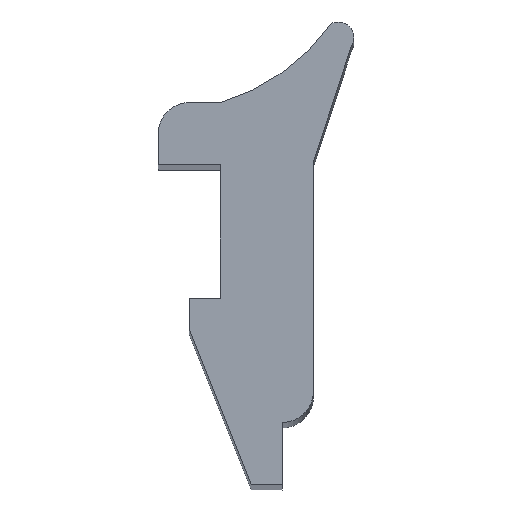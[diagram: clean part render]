
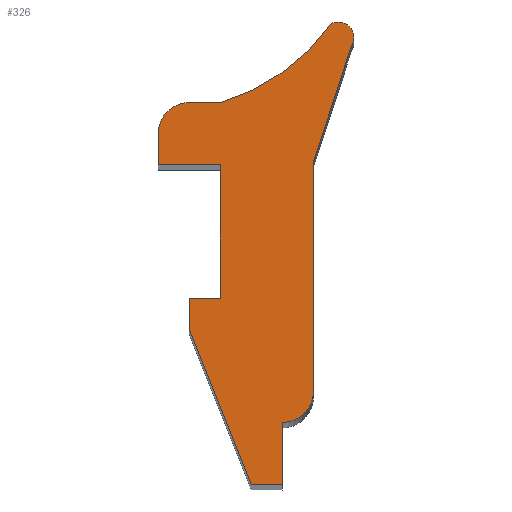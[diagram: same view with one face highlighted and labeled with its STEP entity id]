
A CAD part, top view. The second image highlights one B-rep face of the part: STEP entity #326.
In plain terms, the highlighted planar face has unit normal (0, 0, 1).
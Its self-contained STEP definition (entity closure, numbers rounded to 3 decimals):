
#13=CIRCLE($,#339,1.);
#15=CIRCLE($,#343,6.642);
#17=CIRCLE($,#346,0.5);
#19=CIRCLE($,#351,1.);
#40=FACE_OUTER_BOUND($,#57,.T.);
#57=EDGE_LOOP($,(#268,#269,#270,#271,#272,#273,#274,#275,#276,#277,#278,
#279,#280,#281,#282));
#59=LINE($,#449,#96);
#63=LINE($,#457,#100);
#66=LINE($,#463,#103);
#69=LINE($,#469,#106);
#72=LINE($,#475,#109);
#75=LINE($,#481,#112);
#78=LINE($,#487,#115);
#82=LINE($,#499,#119);
#87=LINE($,#517,#124);
#90=LINE($,#523,#127);
#94=LINE($,#534,#131);
#96=VECTOR($,#360,1.);
#100=VECTOR($,#366,5.385);
#103=VECTOR($,#371,1.);
#106=VECTOR($,#376,1.);
#109=VECTOR($,#381,4.3);
#112=VECTOR($,#386,2.);
#115=VECTOR($,#391,1.);
#119=VECTOR($,#403,1.);
#124=VECTOR($,#422,3.927);
#127=VECTOR($,#427,7.409);
#131=VECTOR($,#439,2.);
#133=VERTEX_POINT($,#447);
#134=VERTEX_POINT($,#448);
#137=VERTEX_POINT($,#456);
#139=VERTEX_POINT($,#462);
#141=VERTEX_POINT($,#468);
#143=VERTEX_POINT($,#474);
#145=VERTEX_POINT($,#480);
#147=VERTEX_POINT($,#486);
#149=VERTEX_POINT($,#492);
#151=VERTEX_POINT($,#498);
#153=VERTEX_POINT($,#504);
#155=VERTEX_POINT($,#510);
#157=VERTEX_POINT($,#516);
#159=VERTEX_POINT($,#522);
#161=VERTEX_POINT($,#528);
#163=EDGE_CURVE($,#133,#134,#59,.T.);
#167=EDGE_CURVE($,#134,#137,#63,.T.);
#170=EDGE_CURVE($,#137,#139,#66,.T.);
#173=EDGE_CURVE($,#139,#141,#69,.T.);
#176=EDGE_CURVE($,#141,#143,#72,.T.);
#179=EDGE_CURVE($,#143,#145,#75,.T.);
#182=EDGE_CURVE($,#145,#147,#78,.T.);
#185=EDGE_CURVE($,#147,#149,#13,.T.);
#188=EDGE_CURVE($,#149,#151,#82,.T.);
#191=EDGE_CURVE($,#151,#153,#15,.T.);
#194=EDGE_CURVE($,#153,#155,#17,.T.);
#197=EDGE_CURVE($,#155,#157,#87,.T.);
#200=EDGE_CURVE($,#157,#159,#90,.T.);
#203=EDGE_CURVE($,#159,#161,#19,.T.);
#206=EDGE_CURVE($,#161,#133,#94,.T.);
#268=ORIENTED_EDGE($,*,*,#185,.F.);
#269=ORIENTED_EDGE($,*,*,#182,.F.);
#270=ORIENTED_EDGE($,*,*,#179,.F.);
#271=ORIENTED_EDGE($,*,*,#176,.F.);
#272=ORIENTED_EDGE($,*,*,#173,.F.);
#273=ORIENTED_EDGE($,*,*,#170,.F.);
#274=ORIENTED_EDGE($,*,*,#167,.F.);
#275=ORIENTED_EDGE($,*,*,#163,.F.);
#276=ORIENTED_EDGE($,*,*,#206,.F.);
#277=ORIENTED_EDGE($,*,*,#203,.F.);
#278=ORIENTED_EDGE($,*,*,#200,.F.);
#279=ORIENTED_EDGE($,*,*,#197,.F.);
#280=ORIENTED_EDGE($,*,*,#194,.F.);
#281=ORIENTED_EDGE($,*,*,#191,.F.);
#282=ORIENTED_EDGE($,*,*,#188,.F.);
#309=PLANE($,#354);
#326=ADVANCED_FACE($,(#40),#309,.T.);
#339=AXIS2_PLACEMENT_3D($,#493,#396,#397);
#343=AXIS2_PLACEMENT_3D($,#505,#408,#409);
#346=AXIS2_PLACEMENT_3D($,#511,#415,#416);
#351=AXIS2_PLACEMENT_3D($,#529,#432,#433);
#354=AXIS2_PLACEMENT_3D($,#536,#441,#442);
#360=DIRECTION($,(-1.,0.,0.));
#366=DIRECTION($,(-0.371,0.928,0.));
#371=DIRECTION($,(0.,1.,0.));
#376=DIRECTION($,(1.,0.,0.));
#381=DIRECTION($,(0.,1.,0.));
#386=DIRECTION($,(-1.,0.,0.));
#391=DIRECTION($,(0.,1.,0.));
#396=DIRECTION('center_axis',(0.,0.,-1.));
#397=DIRECTION('ref_axis',(0.,1.,0.));
#403=DIRECTION($,(1.,0.,0.));
#408=DIRECTION('center_axis',(0.,0.,1.));
#409=DIRECTION('ref_axis',(-0.281,0.96,0.));
#415=DIRECTION('center_axis',(0.,0.,-1.));
#416=DIRECTION('ref_axis',(0.858,-0.513,0.));
#422=DIRECTION($,(-0.313,-0.95,0.));
#427=DIRECTION($,(0.,-1.,0.));
#432=DIRECTION('center_axis',(0.,0.,-1.));
#433=DIRECTION('ref_axis',(0.,-1.,0.));
#439=DIRECTION($,(0.,-1.,0.));
#441=DIRECTION('center_axis',(0.,0.,1.));
#442=DIRECTION('ref_axis',(1.,0.,0.));
#447=CARTESIAN_POINT('',(2.,-10.3,100.));
#448=CARTESIAN_POINT('',(1.,-10.3,100.));
#449=CARTESIAN_POINT($,(1.575,-10.3,100.));
#456=CARTESIAN_POINT('',(-1.,-5.3,100.));
#457=CARTESIAN_POINT($,(-0.274,-7.116,100.));
#462=CARTESIAN_POINT('',(-1.,-4.3,100.));
#463=CARTESIAN_POINT($,(-1.,-4.076,100.));
#468=CARTESIAN_POINT('',(0.,-4.3,100.));
#469=CARTESIAN_POINT($,(0.075,-4.3,100.));
#474=CARTESIAN_POINT('',(0.,0.,
100.));
#475=CARTESIAN_POINT($,(0.,-3.576,100.));
#480=CARTESIAN_POINT('',(-2.,0.,100.));
#481=CARTESIAN_POINT($,(0.575,0.,100.));
#486=CARTESIAN_POINT('',(-2.,1.,100.));
#487=CARTESIAN_POINT($,(-2.,-1.426,100.));
#492=CARTESIAN_POINT('',(-1.,2.,100.));
#493=CARTESIAN_POINT('Origin',(-1.,1.,100.));
#498=CARTESIAN_POINT('',(0.,2.,100.));
#499=CARTESIAN_POINT($,(0.075,2.,100.));
#504=CARTESIAN_POINT('',(3.55,4.528,100.));
#505=CARTESIAN_POINT('Origin',(-1.864,8.375,100.));
#510=CARTESIAN_POINT('',(4.229,3.839,100.));
#511=CARTESIAN_POINT('Origin',(3.8,4.095,100.));
#516=CARTESIAN_POINT('',(3.,0.109,100.));
#517=CARTESIAN_POINT($,(3.084,0.363,100.));
#522=CARTESIAN_POINT('',(3.,-7.3,100.));
#523=CARTESIAN_POINT($,(3.,-1.372,100.));
#528=CARTESIAN_POINT('',(2.,-8.3,100.));
#529=CARTESIAN_POINT('Origin',(2.,-7.3,100.));
#534=CARTESIAN_POINT($,(2.,-5.576,100.));
#536=CARTESIAN_POINT('Origin',(1.15,-2.852,100.));
